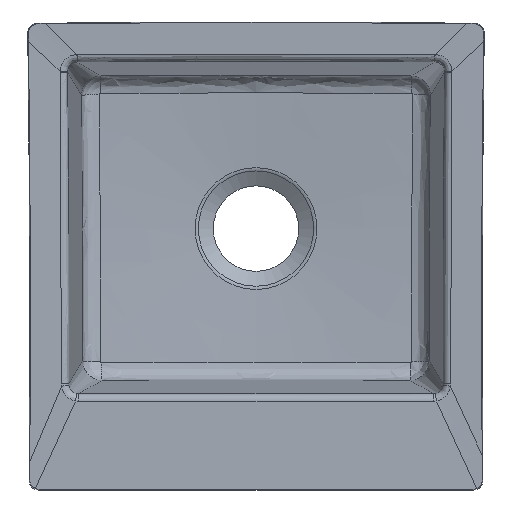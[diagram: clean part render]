
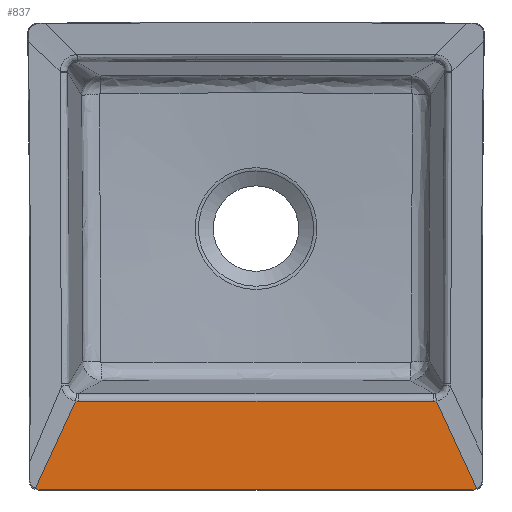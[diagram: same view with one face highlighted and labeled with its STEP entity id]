
A CAD part, top view. The second image highlights one B-rep face of the part: STEP entity #837.
In plain terms, the highlighted planar face has unit normal (0, 0.009, 1).
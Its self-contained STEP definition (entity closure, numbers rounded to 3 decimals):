
#515=CIRCLE('',#4910,28815.832);
#516=CIRCLE('',#4911,28815.832);
#837=ADVANCED_FACE('',(#1161),#897,.T.);
#897=PLANE('',#4912);
#1161=FACE_OUTER_BOUND('',#1455,.T.);
#1455=EDGE_LOOP('',(#3082,#3083,#3084,#3085,#3086,#3087,#3088,#3089));
#1736=B_SPLINE_CURVE_WITH_KNOTS('',3,(#13920,#13921,#13922,#13923,#13924,
#13925,#13926,#13927),.UNSPECIFIED.,.F.,.F.,(4,2,2,4),(0.,0.5,0.75,1.),
 .UNSPECIFIED.);
#1738=B_SPLINE_CURVE_WITH_KNOTS('',3,(#13961,#13962,#13963,#13964,#13965,
#13966,#13967,#13968),.UNSPECIFIED.,.F.,.F.,(4,2,2,4),(0.,0.25,0.5,1.),
 .UNSPECIFIED.);
#1746=B_SPLINE_CURVE_WITH_KNOTS('',3,(#14410,#14411,#14412,#14413),
 .UNSPECIFIED.,.F.,.F.,(4,4),(0.,1.),.UNSPECIFIED.);
#1747=B_SPLINE_CURVE_WITH_KNOTS('',3,(#14414,#14415,#14416,#14417),
 .UNSPECIFIED.,.F.,.F.,(4,4),(0.,1.),.UNSPECIFIED.);
#3082=ORIENTED_EDGE('',*,*,#4268,.F.);
#3083=ORIENTED_EDGE('',*,*,#4269,.T.);
#3084=ORIENTED_EDGE('',*,*,#4262,.F.);
#3085=ORIENTED_EDGE('',*,*,#4247,.T.);
#3086=ORIENTED_EDGE('',*,*,#4254,.T.);
#3087=ORIENTED_EDGE('',*,*,#4250,.T.);
#3088=ORIENTED_EDGE('',*,*,#4267,.F.);
#3089=ORIENTED_EDGE('',*,*,#4270,.T.);
#3573=VERTEX_POINT('',#13888);
#3574=VERTEX_POINT('',#13919);
#3575=VERTEX_POINT('',#13958);
#3576=VERTEX_POINT('',#13960);
#3577=VERTEX_POINT('',#14350);
#3580=VERTEX_POINT('',#14389);
#3581=VERTEX_POINT('',#14408);
#3582=VERTEX_POINT('',#14409);
#4247=EDGE_CURVE('',#3573,#3574,#1736,.T.);
#4250=EDGE_CURVE('',#3575,#3576,#1738,.T.);
#4254=EDGE_CURVE('',#3574,#3575,#4432,.T.);
#4262=EDGE_CURVE('',#3573,#3577,#515,.T.);
#4267=EDGE_CURVE('',#3580,#3576,#516,.T.);
#4268=EDGE_CURVE('',#3581,#3582,#4433,.T.);
#4269=EDGE_CURVE('',#3581,#3577,#1746,.T.);
#4270=EDGE_CURVE('',#3580,#3582,#1747,.T.);
#4432=LINE('',#14081,#4573);
#4433=LINE('',#14407,#4574);
#4573=VECTOR('',#5698,1.);
#4574=VECTOR('',#5715,1.);
#4910=AXIS2_PLACEMENT_3D('',#14349,#5711,#5712);
#4911=AXIS2_PLACEMENT_3D('',#14390,#5713,#5714);
#4912=AXIS2_PLACEMENT_3D('',#14418,#5716,#5717);
#5698=DIRECTION('',(-1.,0.,0.));
#5711=DIRECTION('',(0.,0.009,1.));
#5712=DIRECTION('',(-0.909,-0.417,0.004));
#5713=DIRECTION('',(0.,0.009,1.));
#5714=DIRECTION('',(0.908,-0.42,0.004));
#5715=DIRECTION('',(-1.,0.,0.));
#5716=DIRECTION('',(0.,0.009,1.));
#5717=DIRECTION('',(0.,1.,-0.009));
#13888=CARTESIAN_POINT('',(190.102,103.055,-0.937));
#13919=CARTESIAN_POINT('',(186.661,102.736,-0.934));
#13920=CARTESIAN_POINT('',(190.102,103.055,-0.937));
#13921=CARTESIAN_POINT('',(189.53,102.948,-0.936));
#13922=CARTESIAN_POINT('',(188.955,102.868,-0.935));
#13923=CARTESIAN_POINT('',(188.09,102.788,-0.934));
#13924=CARTESIAN_POINT('',(187.801,102.769,-0.934));
#13925=CARTESIAN_POINT('',(187.221,102.742,-0.934));
#13926=CARTESIAN_POINT('',(186.931,102.736,-0.934));
#13927=CARTESIAN_POINT('',(186.64,102.736,-0.934));
#13958=CARTESIAN_POINT('',(-186.661,102.736,-0.934));
#13960=CARTESIAN_POINT('',(-190.102,103.055,-0.937));
#13961=CARTESIAN_POINT('',(-186.64,102.736,-0.934));
#13962=CARTESIAN_POINT('',(-186.931,102.736,-0.934));
#13963=CARTESIAN_POINT('',(-187.221,102.742,-0.934));
#13964=CARTESIAN_POINT('',(-187.801,102.769,-0.934));
#13965=CARTESIAN_POINT('',(-188.09,102.788,-0.934));
#13966=CARTESIAN_POINT('',(-188.955,102.868,-0.935));
#13967=CARTESIAN_POINT('',(-189.53,102.948,-0.936));
#13968=CARTESIAN_POINT('',(-190.102,103.055,-0.937));
#14081=CARTESIAN_POINT('',(0.,102.736,-0.934));
#14349=CARTESIAN_POINT('',(26386.777,12106.159,-110.056));
#14350=CARTESIAN_POINT('',(232.513,10.93,-0.099));
#14389=CARTESIAN_POINT('',(-232.513,10.93,-0.099));
#14390=CARTESIAN_POINT('',(-26386.777,12106.159,-110.056));
#14407=CARTESIAN_POINT('',(0.,10.018,-0.091));
#14408=CARTESIAN_POINT('',(228.338,10.018,-0.091));
#14409=CARTESIAN_POINT('',(-228.338,10.018,-0.091));
#14410=CARTESIAN_POINT('',(228.338,10.018,-0.091));
#14411=CARTESIAN_POINT('',(229.785,10.018,-0.091));
#14412=CARTESIAN_POINT('',(231.198,10.326,-0.094));
#14413=CARTESIAN_POINT('',(232.513,10.93,-0.099));
#14414=CARTESIAN_POINT('',(-232.513,10.93,-0.099));
#14415=CARTESIAN_POINT('',(-231.198,10.326,-0.094));
#14416=CARTESIAN_POINT('',(-229.785,10.018,-0.091));
#14417=CARTESIAN_POINT('',(-228.338,10.018,-0.091));
#14418=CARTESIAN_POINT('',(0.,0.,0.));
